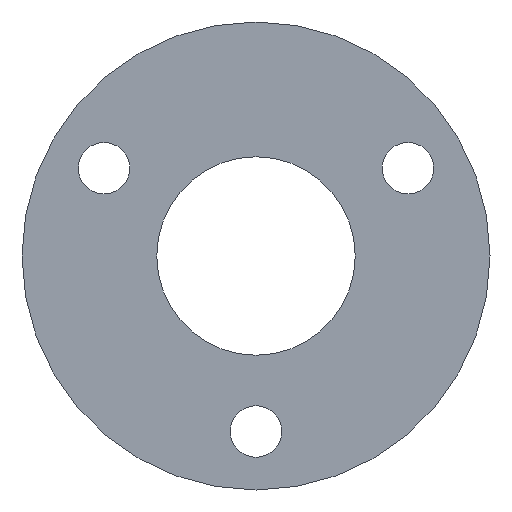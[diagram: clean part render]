
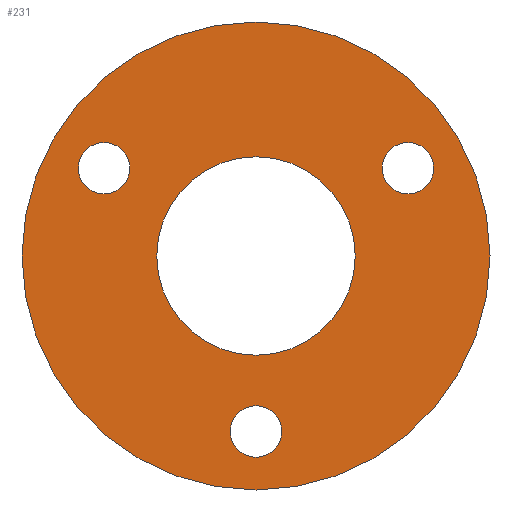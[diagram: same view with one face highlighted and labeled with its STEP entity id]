
A CAD part, front view. The second image highlights one B-rep face of the part: STEP entity #231.
In plain terms, the highlighted planar face has unit normal (0, -1, 0).
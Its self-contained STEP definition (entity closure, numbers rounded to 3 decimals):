
#1 = VERTEX_POINT ( 'NONE', #326 ) ;
#3 = AXIS2_PLACEMENT_3D ( 'NONE', #401, #116, #271 ) ;
#5 = FACE_OUTER_BOUND ( 'NONE', #318, .T. ) ;
#17 = CARTESIAN_POINT ( 'NONE',  ( 32.476, 0., 18.75 ) ) ;
#19 = DIRECTION ( 'NONE',  ( 0., 1., 0. ) ) ;
#20 = EDGE_LOOP ( 'NONE', ( #167, #395 ) ) ;
#21 = DIRECTION ( 'NONE',  ( 0., 1., 0. ) ) ;
#28 = VERTEX_POINT ( 'NONE', #435 ) ;
#29 = EDGE_CURVE ( 'NONE', #99, #1, #205, .T. ) ;
#41 = DIRECTION ( 'NONE',  ( 0., 0., 1. ) ) ;
#57 = DIRECTION ( 'NONE',  ( 0., 1., 0. ) ) ;
#59 = AXIS2_PLACEMENT_3D ( 'NONE', #416, #19, #248 ) ;
#64 = EDGE_LOOP ( 'NONE', ( #222, #465 ) ) ;
#77 = CIRCLE ( 'NONE', #163, 5.5 ) ;
#80 = CARTESIAN_POINT ( 'NONE',  ( 0., 0., 0. ) ) ;
#84 = DIRECTION ( 'NONE',  ( 0., 1., 0. ) ) ;
#93 = ORIENTED_EDGE ( 'NONE', *, *, #29, .F. ) ;
#99 = VERTEX_POINT ( 'NONE', #234 ) ;
#101 = ORIENTED_EDGE ( 'NONE', *, *, #376, .F. ) ;
#105 = VERTEX_POINT ( 'NONE', #114 ) ;
#109 = CIRCLE ( 'NONE', #228, 50. ) ;
#112 = VERTEX_POINT ( 'NONE', #305 ) ;
#114 = CARTESIAN_POINT ( 'NONE',  ( 32.476, 0., 24.25 ) ) ;
#116 = DIRECTION ( 'NONE',  ( 0., 1., 0. ) ) ;
#120 = CARTESIAN_POINT ( 'NONE',  ( -32.476, 0., 13.25 ) ) ;
#122 = CARTESIAN_POINT ( 'NONE',  ( 0., 0., -37.5 ) ) ;
#124 = CIRCLE ( 'NONE', #220, 5.5 ) ;
#134 = CIRCLE ( 'NONE', #284, 21.2 ) ;
#139 = DIRECTION ( 'NONE',  ( 0., 1., 0. ) ) ;
#142 = EDGE_CURVE ( 'NONE', #112, #245, #195, .T. ) ;
#145 = EDGE_CURVE ( 'NONE', #245, #112, #134, .T. ) ;
#146 = CIRCLE ( 'NONE', #3, 5.5 ) ;
#147 = ORIENTED_EDGE ( 'NONE', *, *, #272, .T. ) ;
#150 = PLANE ( 'NONE',  #359 ) ;
#152 = FACE_BOUND ( 'NONE', #396, .T. ) ;
#158 = DIRECTION ( 'NONE',  ( 0., 0., 1. ) ) ;
#163 = AXIS2_PLACEMENT_3D ( 'NONE', #17, #350, #420 ) ;
#164 = DIRECTION ( 'NONE',  ( 0., 0., 1. ) ) ;
#167 = ORIENTED_EDGE ( 'NONE', *, *, #280, .T. ) ;
#170 = EDGE_LOOP ( 'NONE', ( #356, #147 ) ) ;
#176 = VERTEX_POINT ( 'NONE', #120 ) ;
#195 = CIRCLE ( 'NONE', #345, 21.2 ) ;
#205 = CIRCLE ( 'NONE', #470, 50. ) ;
#207 = EDGE_CURVE ( 'NONE', #368, #28, #403, .T. ) ;
#209 = DIRECTION ( 'NONE',  ( 0., 0., 1. ) ) ;
#211 = DIRECTION ( 'NONE',  ( 0., 0., 1. ) ) ;
#213 = CIRCLE ( 'NONE', #59, 5.5 ) ;
#214 = VERTEX_POINT ( 'NONE', #273 ) ;
#219 = CARTESIAN_POINT ( 'NONE',  ( 0., 0., 0. ) ) ;
#220 = AXIS2_PLACEMENT_3D ( 'NONE', #278, #57, #209 ) ;
#222 = ORIENTED_EDGE ( 'NONE', *, *, #142, .T. ) ;
#228 = AXIS2_PLACEMENT_3D ( 'NONE', #319, #455, #211 ) ;
#231 = ADVANCED_FACE ( 'NONE', ( #374, #446, #335, #152, #5 ), #150, .F. ) ;
#234 = CARTESIAN_POINT ( 'NONE',  ( 0., 0., -50. ) ) ;
#237 = EDGE_CURVE ( 'NONE', #214, #105, #146, .T. ) ;
#245 = VERTEX_POINT ( 'NONE', #281 ) ;
#248 = DIRECTION ( 'NONE',  ( 0., 0., 1. ) ) ;
#252 = ORIENTED_EDGE ( 'NONE', *, *, #306, .T. ) ;
#258 = EDGE_CURVE ( 'NONE', #361, #176, #373, .T. ) ;
#271 = DIRECTION ( 'NONE',  ( 0., 0., 1. ) ) ;
#272 = EDGE_CURVE ( 'NONE', #176, #361, #124, .T. ) ;
#273 = CARTESIAN_POINT ( 'NONE',  ( 32.476, 0., 13.25 ) ) ;
#276 = CARTESIAN_POINT ( 'NONE',  ( 0., 0., -32. ) ) ;
#278 = CARTESIAN_POINT ( 'NONE',  ( -32.476, 0., 18.75 ) ) ;
#280 = EDGE_CURVE ( 'NONE', #105, #214, #77, .T. ) ;
#281 = CARTESIAN_POINT ( 'NONE',  ( 0., 0., -21.2 ) ) ;
#283 = AXIS2_PLACEMENT_3D ( 'NONE', #458, #21, #164 ) ;
#284 = AXIS2_PLACEMENT_3D ( 'NONE', #399, #309, #408 ) ;
#300 = CARTESIAN_POINT ( 'NONE',  ( 0., 0., 0. ) ) ;
#302 = DIRECTION ( 'NONE',  ( 0., 1., 0. ) ) ;
#305 = CARTESIAN_POINT ( 'NONE',  ( 0., 0., 21.2 ) ) ;
#306 = EDGE_CURVE ( 'NONE', #28, #368, #213, .T. ) ;
#309 = DIRECTION ( 'NONE',  ( 0., 1., 0. ) ) ;
#318 = EDGE_LOOP ( 'NONE', ( #93, #101 ) ) ;
#319 = CARTESIAN_POINT ( 'NONE',  ( 0., 0., 0. ) ) ;
#326 = CARTESIAN_POINT ( 'NONE',  ( 0., 0., 50. ) ) ;
#335 = FACE_BOUND ( 'NONE', #20, .T. ) ;
#339 = DIRECTION ( 'NONE',  ( 0., 0., 1. ) ) ;
#345 = AXIS2_PLACEMENT_3D ( 'NONE', #80, #302, #158 ) ;
#350 = DIRECTION ( 'NONE',  ( 0., 1., 0. ) ) ;
#356 = ORIENTED_EDGE ( 'NONE', *, *, #258, .T. ) ;
#359 = AXIS2_PLACEMENT_3D ( 'NONE', #300, #443, #439 ) ;
#361 = VERTEX_POINT ( 'NONE', #452 ) ;
#366 = AXIS2_PLACEMENT_3D ( 'NONE', #122, #84, #339 ) ;
#368 = VERTEX_POINT ( 'NONE', #276 ) ;
#373 = CIRCLE ( 'NONE', #283, 5.5 ) ;
#374 = FACE_BOUND ( 'NONE', #64, .T. ) ;
#376 = EDGE_CURVE ( 'NONE', #1, #99, #109, .T. ) ;
#395 = ORIENTED_EDGE ( 'NONE', *, *, #237, .T. ) ;
#396 = EDGE_LOOP ( 'NONE', ( #462, #252 ) ) ;
#399 = CARTESIAN_POINT ( 'NONE',  ( 0., 0., 0. ) ) ;
#401 = CARTESIAN_POINT ( 'NONE',  ( 32.476, 0., 18.75 ) ) ;
#403 = CIRCLE ( 'NONE', #366, 5.5 ) ;
#408 = DIRECTION ( 'NONE',  ( 0., 0., 1. ) ) ;
#416 = CARTESIAN_POINT ( 'NONE',  ( 0., 0., -37.5 ) ) ;
#420 = DIRECTION ( 'NONE',  ( 0., 0., 1. ) ) ;
#435 = CARTESIAN_POINT ( 'NONE',  ( 0., 0., -43. ) ) ;
#439 = DIRECTION ( 'NONE',  ( 0., 0., 1. ) ) ;
#443 = DIRECTION ( 'NONE',  ( 0., 1., 0. ) ) ;
#446 = FACE_BOUND ( 'NONE', #170, .T. ) ;
#452 = CARTESIAN_POINT ( 'NONE',  ( -32.476, 0., 24.25 ) ) ;
#455 = DIRECTION ( 'NONE',  ( 0., 1., 0. ) ) ;
#458 = CARTESIAN_POINT ( 'NONE',  ( -32.476, 0., 18.75 ) ) ;
#462 = ORIENTED_EDGE ( 'NONE', *, *, #207, .T. ) ;
#465 = ORIENTED_EDGE ( 'NONE', *, *, #145, .T. ) ;
#470 = AXIS2_PLACEMENT_3D ( 'NONE', #219, #139, #41 ) ;
